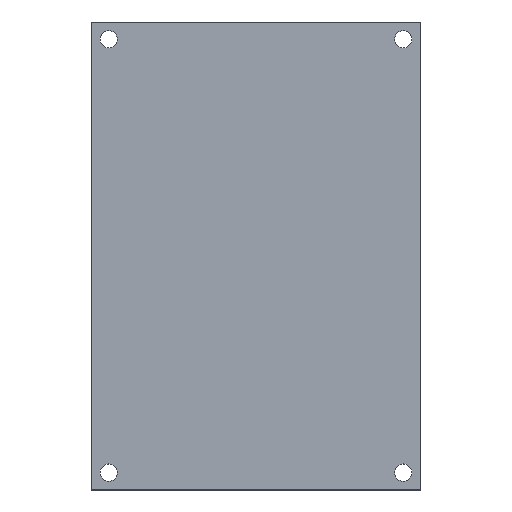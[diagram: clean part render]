
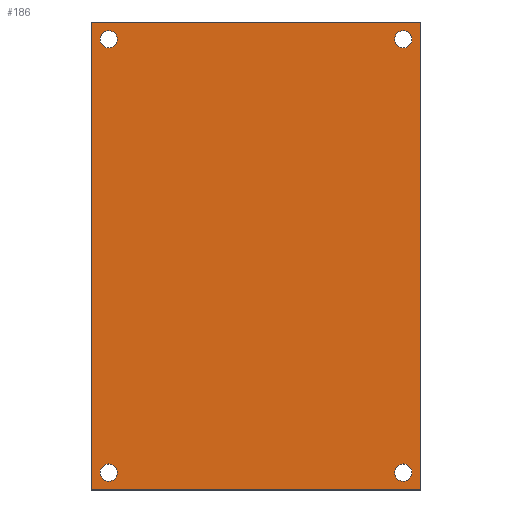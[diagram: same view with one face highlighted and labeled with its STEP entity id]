
A CAD part, top view. The second image highlights one B-rep face of the part: STEP entity #186.
In plain terms, the highlighted planar face has unit normal (0, 0, 1).
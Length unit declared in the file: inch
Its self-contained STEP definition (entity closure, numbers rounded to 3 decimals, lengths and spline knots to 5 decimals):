
#19=LINE('',#296,#31);
#22=LINE('',#301,#34);
#24=LINE('',#305,#36);
#26=LINE('',#308,#38);
#31=VECTOR('',#247,0.3937);
#34=VECTOR('',#252,0.3937);
#36=VECTOR('',#256,0.3937);
#38=VECTOR('',#260,0.3937);
#44=PLANE('',#212);
#53=FACE_BOUND('',#85,.T.);
#54=FACE_BOUND('',#86,.T.);
#55=FACE_BOUND('',#87,.T.);
#56=FACE_BOUND('',#88,.T.);
#66=FACE_OUTER_BOUND('',#84,.T.);
#84=EDGE_LOOP('',(#165,#166,#167,#168));
#85=EDGE_LOOP('',(#169));
#86=EDGE_LOOP('',(#170));
#87=EDGE_LOOP('',(#171));
#88=EDGE_LOOP('',(#172));
#90=CIRCLE('',#197,0.125);
#92=CIRCLE('',#200,0.125);
#94=CIRCLE('',#203,0.125);
#96=CIRCLE('',#206,0.125);
#98=VERTEX_POINT('',#267);
#100=VERTEX_POINT('',#272);
#102=VERTEX_POINT('',#277);
#104=VERTEX_POINT('',#282);
#109=VERTEX_POINT('',#294);
#110=VERTEX_POINT('',#295);
#111=VERTEX_POINT('',#300);
#112=VERTEX_POINT('',#304);
#114=EDGE_CURVE('',#98,#98,#90,.T.);
#116=EDGE_CURVE('',#100,#100,#92,.T.);
#118=EDGE_CURVE('',#102,#102,#94,.T.);
#120=EDGE_CURVE('',#104,#104,#96,.T.);
#125=EDGE_CURVE('',#109,#110,#19,.T.);
#128=EDGE_CURVE('',#110,#111,#22,.T.);
#130=EDGE_CURVE('',#111,#112,#24,.T.);
#132=EDGE_CURVE('',#112,#109,#26,.T.);
#165=ORIENTED_EDGE('',*,*,#125,.F.);
#166=ORIENTED_EDGE('',*,*,#132,.F.);
#167=ORIENTED_EDGE('',*,*,#130,.F.);
#168=ORIENTED_EDGE('',*,*,#128,.F.);
#169=ORIENTED_EDGE('',*,*,#114,.T.);
#170=ORIENTED_EDGE('',*,*,#116,.T.);
#171=ORIENTED_EDGE('',*,*,#118,.T.);
#172=ORIENTED_EDGE('',*,*,#120,.T.);
#186=ADVANCED_FACE('',(#66,#53,#54,#55,#56),#44,.T.);
#197=AXIS2_PLACEMENT_3D('',#268,#219,#220);
#200=AXIS2_PLACEMENT_3D('',#273,#225,#226);
#203=AXIS2_PLACEMENT_3D('',#278,#231,#232);
#206=AXIS2_PLACEMENT_3D('',#283,#237,#238);
#212=AXIS2_PLACEMENT_3D('',#309,#261,#262);
#219=DIRECTION('center_axis',(0.,0.,-1.));
#220=DIRECTION('ref_axis',(-1.,0.,0.));
#225=DIRECTION('center_axis',(0.,0.,-1.));
#226=DIRECTION('ref_axis',(-1.,0.,0.));
#231=DIRECTION('center_axis',(0.,0.,-1.));
#232=DIRECTION('ref_axis',(-1.,0.,0.));
#237=DIRECTION('center_axis',(0.,0.,-1.));
#238=DIRECTION('ref_axis',(-1.,0.,0.));
#247=DIRECTION('',(0.,-1.,0.));
#252=DIRECTION('',(-1.,0.,0.));
#256=DIRECTION('',(0.,1.,0.));
#260=DIRECTION('',(1.,0.,0.));
#261=DIRECTION('center_axis',(0.,0.,1.));
#262=DIRECTION('ref_axis',(1.,0.,0.));
#267=CARTESIAN_POINT('',(2.25,-3.125,0.115));
#268=CARTESIAN_POINT('Origin',(2.125,-3.125,0.115));
#272=CARTESIAN_POINT('',(2.25,3.125,0.115));
#273=CARTESIAN_POINT('Origin',(2.125,3.125,0.115));
#277=CARTESIAN_POINT('',(-2.,3.125,0.115));
#278=CARTESIAN_POINT('Origin',(-2.125,3.125,0.115));
#282=CARTESIAN_POINT('',(-2.,-3.125,0.115));
#283=CARTESIAN_POINT('Origin',(-2.125,-3.125,0.115));
#294=CARTESIAN_POINT('',(2.375,3.375,0.115));
#295=CARTESIAN_POINT('',(2.375,-3.375,0.115));
#296=CARTESIAN_POINT('',(2.375,3.375,0.115));
#300=CARTESIAN_POINT('',(-2.375,-3.375,0.115));
#301=CARTESIAN_POINT('',(2.375,-3.375,0.115));
#304=CARTESIAN_POINT('',(-2.375,3.375,0.115));
#305=CARTESIAN_POINT('',(-2.375,-3.375,0.115));
#308=CARTESIAN_POINT('',(-2.375,3.375,0.115));
#309=CARTESIAN_POINT('Origin',(0.,0.,
0.115));
